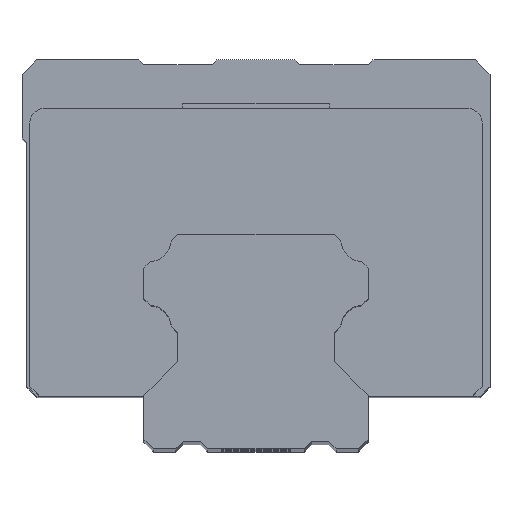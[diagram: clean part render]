
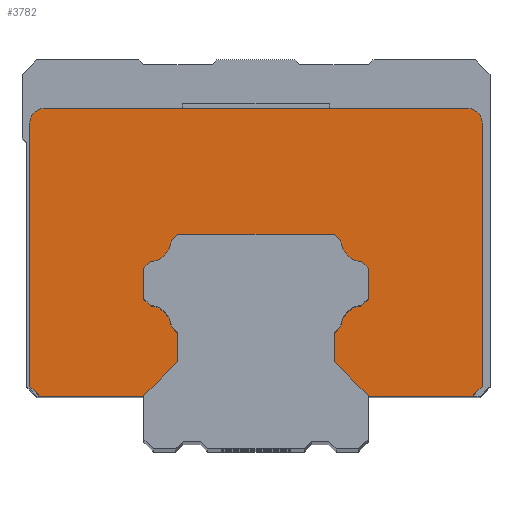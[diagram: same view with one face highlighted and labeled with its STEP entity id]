
A CAD part, top view. The second image highlights one B-rep face of the part: STEP entity #3782.
In plain terms, the highlighted planar face has unit normal (0, 0, 1).
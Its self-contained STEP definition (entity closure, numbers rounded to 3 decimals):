
#2063=DIRECTION('',(0.,-1.,0.));
#2064=VECTOR('',#2063,3.);
#2065=CARTESIAN_POINT('',(-8.05,11.95,51.3));
#2066=LINE('',#2065,#2064);
#2083=DIRECTION('',(0.,-1.,0.));
#2084=VECTOR('',#2083,3.15);
#2085=CARTESIAN_POINT('',(-11.5,18.55,51.3));
#2086=LINE('',#2085,#2084);
#2111=DIRECTION('',(-1.,0.,0.));
#2112=VECTOR('',#2111,16.1);
#2113=CARTESIAN_POINT('',(8.05,22.,51.3));
#2114=LINE('',#2113,#2112);
#2131=DIRECTION('',(0.,1.,0.));
#2132=VECTOR('',#2131,3.15);
#2133=CARTESIAN_POINT('',(11.5,15.4,51.3));
#2134=LINE('',#2133,#2132);
#2155=DIRECTION('',(0.,1.,0.));
#2156=VECTOR('',#2155,3.);
#2157=CARTESIAN_POINT('',(8.05,8.95,51.3));
#2158=LINE('',#2157,#2156);
#2249=DIRECTION('',(-1.,0.,0.));
#2250=VECTOR('',#2249,10.7);
#2251=CARTESIAN_POINT('',(-11.5,5.5,51.3));
#2252=LINE('',#2251,#2250);
#2253=DIRECTION('',(0.707,-0.707,0.));
#2254=VECTOR('',#2253,1.414);
#2255=CARTESIAN_POINT('',(-23.2,6.5,51.3));
#2256=LINE('',#2255,#2254);
#2257=CARTESIAN_POINT('',(-21.7,33.5,51.3));
#2258=DIRECTION('',(0.,0.,1.));
#2259=DIRECTION('',(0.,1.,0.));
#2260=AXIS2_PLACEMENT_3D('',#2257,#2258,#2259);
#2262=CARTESIAN_POINT('',(21.7,33.5,51.3));
#2263=DIRECTION('',(0.,0.,1.));
#2264=DIRECTION('',(1.,0.,0.));
#2265=AXIS2_PLACEMENT_3D('',#2262,#2263,#2264);
#2267=DIRECTION('',(0.707,0.707,0.));
#2268=VECTOR('',#2267,1.414);
#2269=CARTESIAN_POINT('',(22.2,5.5,51.3));
#2270=LINE('',#2269,#2268);
#2271=DIRECTION('',(-1.,0.,0.));
#2272=VECTOR('',#2271,10.7);
#2273=CARTESIAN_POINT('',(22.2,5.5,51.3));
#2274=LINE('',#2273,#2272);
#2275=DIRECTION('',(0.707,-0.707,0.));
#2276=VECTOR('',#2275,4.879);
#2277=CARTESIAN_POINT('',(8.05,8.95,51.3));
#2278=LINE('',#2277,#2276);
#2279=DIRECTION('',(-0.707,-0.707,0.));
#2280=VECTOR('',#2279,0.918);
#2281=CARTESIAN_POINT('',(8.699,12.599,51.3));
#2282=LINE('',#2281,#2280);
#2283=CARTESIAN_POINT('',(10.995,12.455,51.3));
#2284=DIRECTION('',(0.,0.,1.));
#2285=DIRECTION('',(-0.063,0.998,0.));
#2286=AXIS2_PLACEMENT_3D('',#2283,#2284,#2285);
#2288=DIRECTION('',(-0.707,-0.707,0.));
#2289=VECTOR('',#2288,0.918);
#2290=CARTESIAN_POINT('',(11.5,15.4,51.3));
#2291=LINE('',#2290,#2289);
#2292=DIRECTION('',(0.707,-0.707,0.));
#2293=VECTOR('',#2292,0.918);
#2294=CARTESIAN_POINT('',(10.851,19.199,51.3));
#2295=LINE('',#2294,#2293);
#2296=CARTESIAN_POINT('',(10.995,21.495,51.3));
#2297=DIRECTION('',(0.,0.,1.));
#2298=DIRECTION('',(-0.998,-0.063,0.));
#2299=AXIS2_PLACEMENT_3D('',#2296,#2297,#2298);
#2301=DIRECTION('',(0.707,-0.707,0.));
#2302=VECTOR('',#2301,0.918);
#2303=CARTESIAN_POINT('',(8.05,22.,51.3));
#2304=LINE('',#2303,#2302);
#2305=DIRECTION('',(0.707,0.707,0.));
#2306=VECTOR('',#2305,0.918);
#2307=CARTESIAN_POINT('',(-8.699,21.351,51.3));
#2308=LINE('',#2307,#2306);
#2309=CARTESIAN_POINT('',(-10.995,21.495,51.3));
#2310=DIRECTION('',(0.,0.,1.));
#2311=DIRECTION('',(0.063,-0.998,0.));
#2312=AXIS2_PLACEMENT_3D('',#2309,#2310,#2311);
#2314=DIRECTION('',(0.707,0.707,0.));
#2315=VECTOR('',#2314,0.918);
#2316=CARTESIAN_POINT('',(-11.5,18.55,51.3));
#2317=LINE('',#2316,#2315);
#2318=DIRECTION('',(-0.707,0.707,0.));
#2319=VECTOR('',#2318,0.918);
#2320=CARTESIAN_POINT('',(-10.851,14.751,51.3));
#2321=LINE('',#2320,#2319);
#2322=CARTESIAN_POINT('',(-10.995,12.455,51.3));
#2323=DIRECTION('',(0.,0.,1.));
#2324=DIRECTION('',(0.998,0.063,0.));
#2325=AXIS2_PLACEMENT_3D('',#2322,#2323,#2324);
#2327=DIRECTION('',(-0.707,0.707,0.));
#2328=VECTOR('',#2327,0.918);
#2329=CARTESIAN_POINT('',(-8.05,11.95,51.3));
#2330=LINE('',#2329,#2328);
#2331=DIRECTION('',(0.707,0.707,0.));
#2332=VECTOR('',#2331,4.879);
#2333=CARTESIAN_POINT('',(-11.5,5.5,51.3));
#2334=LINE('',#2333,#2332);
#2339=DIRECTION('',(0.,1.,0.));
#2340=VECTOR('',#2339,27.);
#2341=CARTESIAN_POINT('',(-23.2,6.5,51.3));
#2342=LINE('',#2341,#2340);
#2363=DIRECTION('',(1.,0.,0.));
#2364=VECTOR('',#2363,43.4);
#2365=CARTESIAN_POINT('',(-21.7,35.,51.3));
#2366=LINE('',#2365,#2364);
#2411=DIRECTION('',(0.,-1.,0.));
#2412=VECTOR('',#2411,27.);
#2413=CARTESIAN_POINT('',(23.2,33.5,51.3));
#2414=LINE('',#2413,#2412);
#2689=CARTESIAN_POINT('',(10.851,14.751,51.3));
#2690=CARTESIAN_POINT('',(8.699,12.599,51.3));
#2691=VERTEX_POINT('',#2689);
#2692=VERTEX_POINT('',#2690);
#2693=CARTESIAN_POINT('',(8.05,11.95,51.3));
#2694=VERTEX_POINT('',#2693);
#2695=CARTESIAN_POINT('',(8.05,8.95,51.3));
#2696=VERTEX_POINT('',#2695);
#2697=CARTESIAN_POINT('',(-11.5,18.55,51.3));
#2698=CARTESIAN_POINT('',(-10.851,19.199,51.3));
#2699=VERTEX_POINT('',#2697);
#2700=VERTEX_POINT('',#2698);
#2701=CARTESIAN_POINT('',(-8.699,21.351,51.3));
#2702=VERTEX_POINT('',#2701);
#2703=CARTESIAN_POINT('',(-8.05,22.,51.3));
#2704=VERTEX_POINT('',#2703);
#2705=CARTESIAN_POINT('',(8.05,22.,51.3));
#2706=VERTEX_POINT('',#2705);
#2707=CARTESIAN_POINT('',(11.5,5.5,51.3));
#2708=VERTEX_POINT('',#2707);
#2709=CARTESIAN_POINT('',(-11.5,5.5,51.3));
#2710=CARTESIAN_POINT('',(-8.05,8.95,51.3));
#2711=VERTEX_POINT('',#2709);
#2712=VERTEX_POINT('',#2710);
#2713=CARTESIAN_POINT('',(-8.05,11.95,51.3));
#2714=VERTEX_POINT('',#2713);
#2715=CARTESIAN_POINT('',(-8.699,12.599,51.3));
#2716=VERTEX_POINT('',#2715);
#2717=CARTESIAN_POINT('',(-10.851,14.751,51.3));
#2718=VERTEX_POINT('',#2717);
#2719=CARTESIAN_POINT('',(8.699,21.351,51.3));
#2720=VERTEX_POINT('',#2719);
#2721=CARTESIAN_POINT('',(-11.5,15.4,51.3));
#2722=VERTEX_POINT('',#2721);
#2723=CARTESIAN_POINT('',(10.851,19.199,51.3));
#2724=VERTEX_POINT('',#2723);
#2725=CARTESIAN_POINT('',(11.5,18.55,51.3));
#2726=VERTEX_POINT('',#2725);
#2727=CARTESIAN_POINT('',(11.5,15.4,51.3));
#2728=VERTEX_POINT('',#2727);
#2729=CARTESIAN_POINT('',(23.2,33.5,51.3));
#2730=CARTESIAN_POINT('',(21.7,35.,51.3));
#2731=VERTEX_POINT('',#2729);
#2732=VERTEX_POINT('',#2730);
#2733=CARTESIAN_POINT('',(-21.7,35.,51.3));
#2734=VERTEX_POINT('',#2733);
#2735=CARTESIAN_POINT('',(-23.2,33.5,51.3));
#2736=VERTEX_POINT('',#2735);
#2737=CARTESIAN_POINT('',(-23.2,6.5,51.3));
#2738=VERTEX_POINT('',#2737);
#2739=CARTESIAN_POINT('',(-22.2,5.5,51.3));
#2740=VERTEX_POINT('',#2739);
#2741=CARTESIAN_POINT('',(22.2,5.5,51.3));
#2742=CARTESIAN_POINT('',(23.2,6.5,51.3));
#2743=VERTEX_POINT('',#2741);
#2744=VERTEX_POINT('',#2742);
#3740=CARTESIAN_POINT('',(11.5,0.,51.3));
#3741=DIRECTION('',(0.,0.,-1.));
#3742=DIRECTION('',(-1.,0.,0.));
#3743=AXIS2_PLACEMENT_3D('',#3740,#3741,#3742);
#3744=PLANE('',#3743);
#3745=ORIENTED_EDGE('',*,*,#3415,.T.);
#3747=ORIENTED_EDGE('',*,*,#3746,.F.);
#3749=ORIENTED_EDGE('',*,*,#3748,.T.);
#3751=ORIENTED_EDGE('',*,*,#3750,.F.);
#3753=ORIENTED_EDGE('',*,*,#3752,.T.);
#3755=ORIENTED_EDGE('',*,*,#3754,.F.);
#3757=ORIENTED_EDGE('',*,*,#3756,.T.);
#3759=ORIENTED_EDGE('',*,*,#3758,.F.);
#3760=ORIENTED_EDGE('',*,*,#3219,.T.);
#3761=ORIENTED_EDGE('',*,*,#3699,.F.);
#3762=ORIENTED_EDGE('',*,*,#3685,.T.);
#3763=ORIENTED_EDGE('',*,*,#3670,.F.);
#3764=ORIENTED_EDGE('',*,*,#3655,.F.);
#3765=ORIENTED_EDGE('',*,*,#3640,.F.);
#3766=ORIENTED_EDGE('',*,*,#3625,.T.);
#3767=ORIENTED_EDGE('',*,*,#3610,.F.);
#3768=ORIENTED_EDGE('',*,*,#3595,.F.);
#3769=ORIENTED_EDGE('',*,*,#3580,.F.);
#3770=ORIENTED_EDGE('',*,*,#3565,.T.);
#3771=ORIENTED_EDGE('',*,*,#3550,.F.);
#3772=ORIENTED_EDGE('',*,*,#3535,.F.);
#3773=ORIENTED_EDGE('',*,*,#3520,.F.);
#3774=ORIENTED_EDGE('',*,*,#3505,.T.);
#3775=ORIENTED_EDGE('',*,*,#3490,.F.);
#3776=ORIENTED_EDGE('',*,*,#3475,.F.);
#3777=ORIENTED_EDGE('',*,*,#3460,.F.);
#3778=ORIENTED_EDGE('',*,*,#3445,.T.);
#3779=ORIENTED_EDGE('',*,*,#3430,.F.);
#3780=EDGE_LOOP('',(#3745,#3747,#3749,#3751,#3753,#3755,#3757,#3759,#3760,#3761,
#3762,#3763,#3764,#3765,#3766,#3767,#3768,#3769,#3770,#3771,#3772,#3773,#3774,
#3775,#3776,#3777,#3778,#3779));
#3781=FACE_OUTER_BOUND('',#3780,.F.);
#3782=ADVANCED_FACE('',(#3781),#3744,.F.);
#2261=CIRCLE('',#2260,1.5);
#2266=CIRCLE('',#2265,1.5);
#2287=CIRCLE('',#2286,2.3);
#2300=CIRCLE('',#2299,2.3);
#2313=CIRCLE('',#2312,2.3);
#2326=CIRCLE('',#2325,2.3);
#3219=EDGE_CURVE('',#2743,#2708,#2274,.T.);
#3415=EDGE_CURVE('',#2711,#2740,#2252,.T.);
#3430=EDGE_CURVE('',#2711,#2712,#2334,.T.);
#3445=EDGE_CURVE('',#2714,#2712,#2066,.T.);
#3460=EDGE_CURVE('',#2714,#2716,#2330,.T.);
#3475=EDGE_CURVE('',#2716,#2718,#2326,.T.);
#3490=EDGE_CURVE('',#2718,#2722,#2321,.T.);
#3505=EDGE_CURVE('',#2699,#2722,#2086,.T.);
#3520=EDGE_CURVE('',#2699,#2700,#2317,.T.);
#3535=EDGE_CURVE('',#2700,#2702,#2313,.T.);
#3550=EDGE_CURVE('',#2702,#2704,#2308,.T.);
#3565=EDGE_CURVE('',#2706,#2704,#2114,.T.);
#3580=EDGE_CURVE('',#2706,#2720,#2304,.T.);
#3595=EDGE_CURVE('',#2720,#2724,#2300,.T.);
#3610=EDGE_CURVE('',#2724,#2726,#2295,.T.);
#3625=EDGE_CURVE('',#2728,#2726,#2134,.T.);
#3640=EDGE_CURVE('',#2728,#2691,#2291,.T.);
#3655=EDGE_CURVE('',#2691,#2692,#2287,.T.);
#3670=EDGE_CURVE('',#2692,#2694,#2282,.T.);
#3685=EDGE_CURVE('',#2696,#2694,#2158,.T.);
#3699=EDGE_CURVE('',#2696,#2708,#2278,.T.);
#3746=EDGE_CURVE('',#2738,#2740,#2256,.T.);
#3748=EDGE_CURVE('',#2738,#2736,#2342,.T.);
#3750=EDGE_CURVE('',#2734,#2736,#2261,.T.);
#3752=EDGE_CURVE('',#2734,#2732,#2366,.T.);
#3754=EDGE_CURVE('',#2731,#2732,#2266,.T.);
#3756=EDGE_CURVE('',#2731,#2744,#2414,.T.);
#3758=EDGE_CURVE('',#2743,#2744,#2270,.T.);
